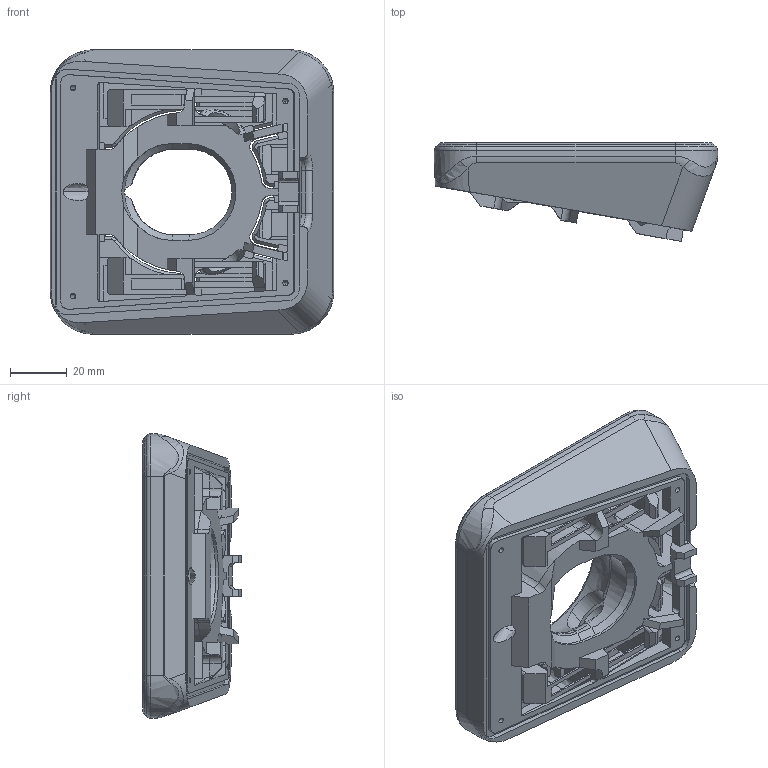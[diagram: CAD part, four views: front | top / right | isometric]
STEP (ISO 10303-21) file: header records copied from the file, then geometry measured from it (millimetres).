
FILE_DESCRIPTION(/* description */ ('STEP AP242','CAx-IF Rec.Pracs.---Representation and Presentation of Product Manufacturing Information (PMI)---4.0---2014-10-13','CAx-IF Rec.Pracs.---3D Tessellated Geometry---0.4---2014-09-14','2;1'),/* implementation_level */ '2;1');
FILE_NAME(/* name */ '67bca1ed10ecf76d0cd27cf6',/* time_stamp */ '2025-02-24T16:44:34Z',/* author */ (''),/* organization */ (''),/* preprocessor_version */ 'ST-DEVELOPER v20',/* originating_system */ 'ONSHAPE BY PTC INC, 1.194',/* authorisation */ ' ');
FILE_SCHEMA (('AP242_MANAGED_MODEL_BASED_3D_ENGINEERING_MIM_LF { 1 0 10303 442 1 1 4 }'));
Products named in the file (1): Top
Bounding box: 99.7 x 34.71 x 99.99 mm (x, y, z)
Volume: 106029.7 mm3; surface area: 57756.7 mm2
Topology: 1 solids, 1 shells, 1047 faces, 2968 edges, 1927 vertices
Faces by surface type: bspline 1047
Entity records: 45071 total; most frequent: CARTESIAN_POINT 21173, ORIENTED_EDGE 5936, DIRECTION 3382, EDGE_CURVE 2968, LINE 2034, VECTOR 2034, VERTEX_POINT 1927, EDGE_LOOP 1139
